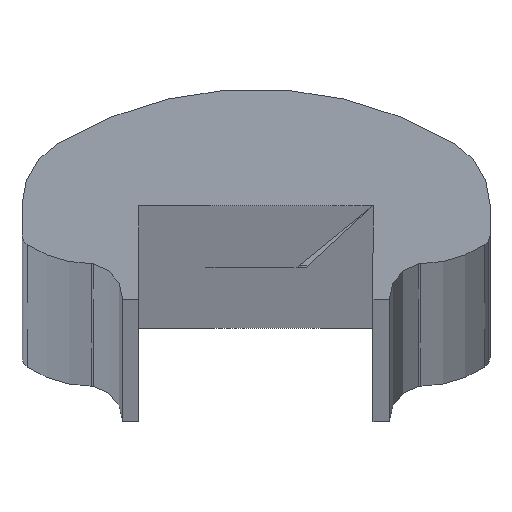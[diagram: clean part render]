
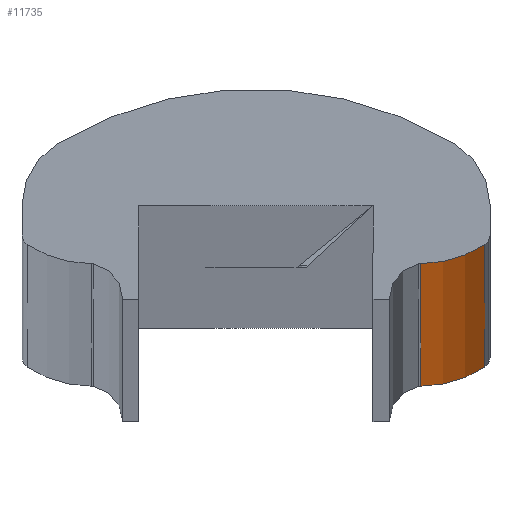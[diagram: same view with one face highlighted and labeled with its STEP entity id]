
A CAD part, top view. The second image highlights one B-rep face of the part: STEP entity #11735.
In plain terms, the highlighted cylindrical face has radius 10 mm (diameter 20 mm), a partial arc.
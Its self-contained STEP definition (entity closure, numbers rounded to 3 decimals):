
#179 = CIRCLE ( 'NONE', #6003, 10. ) ;
#389 = EDGE_CURVE ( 'NONE', #4438, #1359, #417, .T. ) ;
#417 = LINE ( 'NONE', #5906, #2198 ) ;
#559 = LINE ( 'NONE', #6850, #5063 ) ;
#1195 = VERTEX_POINT ( 'NONE', #8378 ) ;
#1359 = VERTEX_POINT ( 'NONE', #5107 ) ;
#1392 = DIRECTION ( 'NONE',  ( 0., 0., 1. ) ) ;
#1555 = AXIS2_PLACEMENT_3D ( 'NONE', #6661, #9466, #5761 ) ;
#1797 = EDGE_CURVE ( 'NONE', #2636, #1195, #559, .T. ) ;
#1815 = DIRECTION ( 'NONE',  ( 0., 0., 1. ) ) ;
#2198 = VECTOR ( 'NONE', #4960, 1000. ) ;
#2636 = VERTEX_POINT ( 'NONE', #10492 ) ;
#2834 = FACE_OUTER_BOUND ( 'NONE', #7801, .T. ) ;
#3668 = DIRECTION ( 'NONE',  ( 1., 0., 0. ) ) ;
#3799 = CARTESIAN_POINT ( 'NONE',  ( 14.084, 3.062, -3000. ) ) ;
#3995 = DIRECTION ( 'NONE',  ( 0., 0., 1. ) ) ;
#4438 = VERTEX_POINT ( 'NONE', #3799 ) ;
#4845 = CIRCLE ( 'NONE', #5837, 10. ) ;
#4960 = DIRECTION ( 'NONE',  ( 0., 0., 1. ) ) ;
#5063 = VECTOR ( 'NONE', #3995, 1000. ) ;
#5107 = CARTESIAN_POINT ( 'NONE',  ( 14.084, 3.062, 3000. ) ) ;
#5761 = DIRECTION ( 'NONE',  ( 1., 0., 0. ) ) ;
#5837 = AXIS2_PLACEMENT_3D ( 'NONE', #12344, #1815, #3668 ) ;
#5906 = CARTESIAN_POINT ( 'NONE',  ( 14.084, 3.062, -3000. ) ) ;
#6003 = AXIS2_PLACEMENT_3D ( 'NONE', #6185, #1392, #8098 ) ;
#6185 = CARTESIAN_POINT ( 'NONE',  ( 14.084, 13.062, -3000. ) ) ;
#6661 = CARTESIAN_POINT ( 'NONE',  ( 14.084, 13.062, -3000. ) ) ;
#6850 = CARTESIAN_POINT ( 'NONE',  ( 19.546, 4.686, -3000. ) ) ;
#6959 = EDGE_CURVE ( 'NONE', #1359, #1195, #4845, .T. ) ;
#7481 = ORIENTED_EDGE ( 'NONE', *, *, #389, .F. ) ;
#7801 = EDGE_LOOP ( 'NONE', ( #11180, #7481, #8622, #8996 ) ) ;
#8098 = DIRECTION ( 'NONE',  ( 1., 0., 0. ) ) ;
#8378 = CARTESIAN_POINT ( 'NONE',  ( 19.546, 4.686, 3000. ) ) ;
#8622 = ORIENTED_EDGE ( 'NONE', *, *, #8723, .T. ) ;
#8723 = EDGE_CURVE ( 'NONE', #4438, #2636, #179, .T. ) ;
#8996 = ORIENTED_EDGE ( 'NONE', *, *, #1797, .T. ) ;
#9466 = DIRECTION ( 'NONE',  ( 0., 0., 1. ) ) ;
#10352 = CYLINDRICAL_SURFACE ( 'NONE', #1555, 10. ) ;
#10492 = CARTESIAN_POINT ( 'NONE',  ( 19.546, 4.686, -3000. ) ) ;
#11180 = ORIENTED_EDGE ( 'NONE', *, *, #6959, .F. ) ;
#11735 = ADVANCED_FACE ( 'NONE', ( #2834 ), #10352, .T. ) ;
#12344 = CARTESIAN_POINT ( 'NONE',  ( 14.084, 13.062, 3000. ) ) ;
